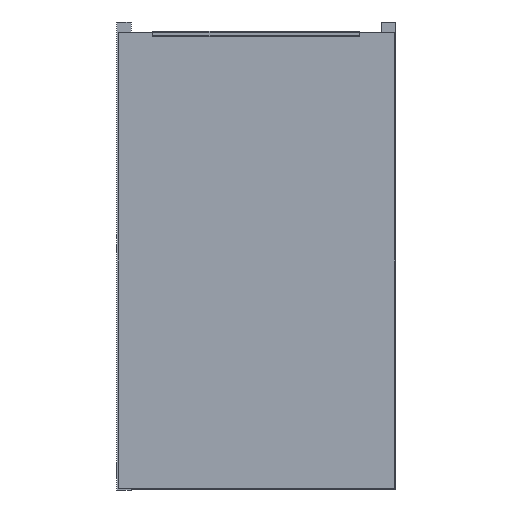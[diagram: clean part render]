
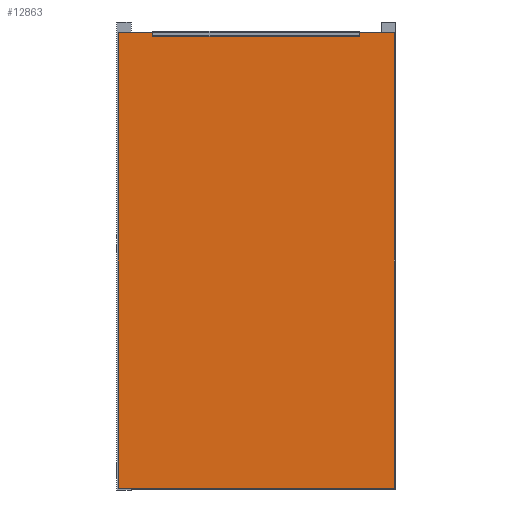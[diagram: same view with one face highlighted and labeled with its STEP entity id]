
A CAD part, front view. The second image highlights one B-rep face of the part: STEP entity #12863.
In plain terms, the highlighted planar face has unit normal (0, -1, 0).
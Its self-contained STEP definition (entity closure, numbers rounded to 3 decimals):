
#960=FACE_OUTER_BOUND('',#1683,.T.);
#1683=EDGE_LOOP('',(#8611,#8612,#8613,#8614));
#2461=LINE('',#18470,#3904);
#2463=LINE('',#18476,#3906);
#2468=LINE('',#18484,#3911);
#2469=LINE('',#18486,#3912);
#3904=VECTOR('',#14805,1.);
#3906=VECTOR('',#14809,1.);
#3911=VECTOR('',#14818,1.);
#3912=VECTOR('',#14821,1.);
#5329=VERTEX_POINT('',#18464);
#5331=VERTEX_POINT('',#18468);
#5332=VERTEX_POINT('',#18472);
#5334=VERTEX_POINT('',#18475);
#6621=EDGE_CURVE('',#5329,#5331,#2461,.T.);
#6623=EDGE_CURVE('',#5334,#5332,#2463,.T.);
#6628=EDGE_CURVE('',#5331,#5334,#2468,.T.);
#6629=EDGE_CURVE('',#5329,#5332,#2469,.T.);
#8611=ORIENTED_EDGE('',*,*,#6629,.F.);
#8612=ORIENTED_EDGE('',*,*,#6621,.T.);
#8613=ORIENTED_EDGE('',*,*,#6628,.T.);
#8614=ORIENTED_EDGE('',*,*,#6623,.T.);
#12385=PLANE('',#13625);
#12863=ADVANCED_FACE('',(#960),#12385,.T.);
#13625=AXIS2_PLACEMENT_3D('',#18485,#14819,#14820);
#14805=DIRECTION('',(-1.,0.,0.));
#14809=DIRECTION('',(1.,0.,0.));
#14818=DIRECTION('',(0.,0.,-1.));
#14819=DIRECTION('center_axis',(0.,-1.,0.));
#14820=DIRECTION('ref_axis',(0.,0.,-1.));
#14821=DIRECTION('',(0.,0.,-1.));
#18464=CARTESIAN_POINT('',(308.5,-243.,508.));
#18468=CARTESIAN_POINT('',(1.5,-243.,508.));
#18470=CARTESIAN_POINT('',(155.,-243.,508.));
#18472=CARTESIAN_POINT('',(308.5,-243.,2.));
#18475=CARTESIAN_POINT('',(1.5,-243.,2.));
#18476=CARTESIAN_POINT('',(155.,-243.,2.));
#18484=CARTESIAN_POINT('',(1.5,-243.,255.));
#18485=CARTESIAN_POINT('Origin',(155.,-243.,255.));
#18486=CARTESIAN_POINT('',(308.5,-243.,255.));
